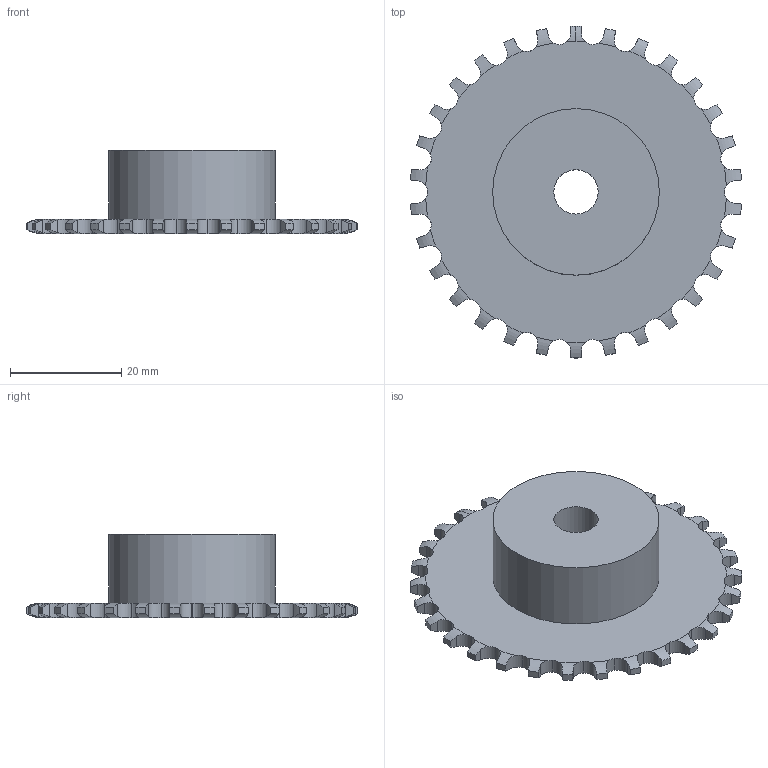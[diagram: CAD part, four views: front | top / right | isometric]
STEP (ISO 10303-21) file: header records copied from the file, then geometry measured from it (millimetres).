
FILE_DESCRIPTION(('FreeCAD Model'),'2;1');
FILE_NAME('Open CASCADE Shape Model','2021-02-25T16:07:18',( 'Simone Bignetti'),(''),'Open CASCADE STEP processor 7.4','FreeCAD', 'Unknown');
FILE_SCHEMA(('AUTOMOTIVE_DESIGN { 1 0 10303 214 1 1 1 1 }'));
Length unit declared in the file: millimetre
Products named in the file (1): Hole
Bounding box: 59.64 x 59.8 x 15 mm (x, y, z)
Volume: 14366.5 mm3; surface area: 7063 mm2
Topology: 1 solids, 1 shells, 277 faces, 822 edges, 548 vertices
Faces by surface type: cylinder 152, plane 63, revolution 62
Full cylindrical faces by diameter (mm): 8 x1, 30 x1
Entity records: 28425 total; most frequent: CARTESIAN_POINT 13332, DIRECTION 2461, ORIENTED_EDGE 1644, PCURVE 1644, DEFINITIONAL_REPRESENTATION 1644, LINE 1250, VECTOR 1250, EDGE_CURVE 822
